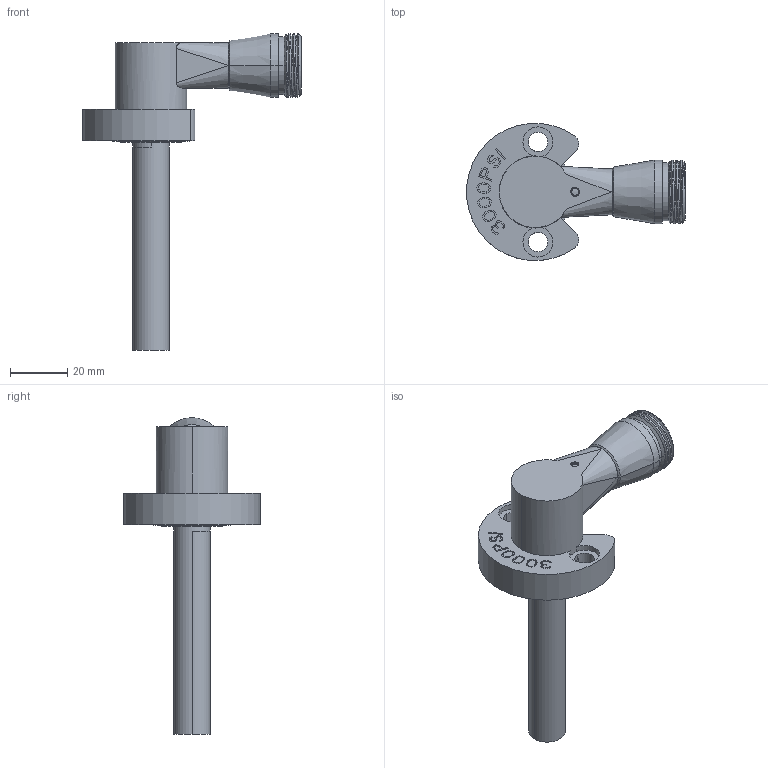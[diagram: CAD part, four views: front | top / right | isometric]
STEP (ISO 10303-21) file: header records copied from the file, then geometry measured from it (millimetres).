
FILE_DESCRIPTION((''),'2;1');
FILE_NAME('CADB049','2016-02-02T',('dburns'),(''),'PRO/ENGINEER BY PARAMETRIC TECHNOLOGY CORPORATION, 2015440','PRO/ENGINEER BY PARAMETRIC TECHNOLOGY CORPORATION, 2015440','');
FILE_SCHEMA(('CONFIG_CONTROL_DESIGN'));
Length unit declared in the file: inch
Products named in the file (1): CADB049
Bounding box: 76.42 x 47.83 x 110.61 mm (x, y, z)
Volume: 46456 mm3; surface area: 16363.4 mm2
Topology: 1 solids, 1 shells, 441 faces, 1218 edges, 805 vertices
Faces by surface type: plane 314, cylinder 73, cone 30, torus 15, bspline 9
Entity records: 15944 total; most frequent: CARTESIAN_POINT 4605, ORIENTED_EDGE 2436, DIRECTION 2210, EDGE_CURVE 1218, VECTOR 950, LINE 950, VERTEX_POINT 805, AXIS2_PLACEMENT_3D 630
